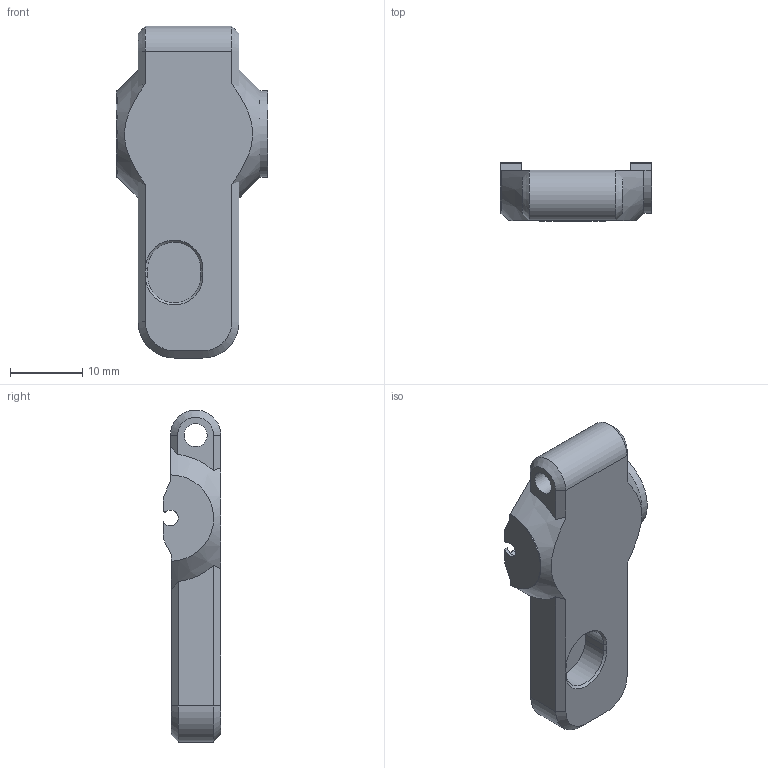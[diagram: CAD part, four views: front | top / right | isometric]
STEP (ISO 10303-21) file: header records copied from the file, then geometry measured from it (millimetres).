
FILE_DESCRIPTION(/* description */ (''),/* implementation_level */ '2;1');
FILE_NAME(/* name */ 'Lever_Mirror-F.stp',/* time_stamp */ '2021-02-07T15:44:06-08:00',/* author */ (''),/* organization */ (''),/* preprocessor_version */ 'ST-DEVELOPER v18.1',/* originating_system */ 'Autodesk Translation Framework v9.7.0.1280',/* authorisation */ '');
FILE_SCHEMA (('AUTOMOTIVE_DESIGN { 1 0 10303 214 3 1 1 }'));
Length unit declared in the file: millimetre
Products named in the file (1): Lever
Bounding box: 21 x 8 x 46.1 mm (x, y, z)
Volume: 3870.6 mm3; surface area: 2589.4 mm2
Topology: 1 solids, 1 shells, 78 faces, 211 edges, 136 vertices
Faces by surface type: plane 40, cylinder 28, cone 10
Full cylindrical faces by diameter (mm): 3.2 x1
Entity records: 2472 total; most frequent: CARTESIAN_POINT 462, ORIENTED_EDGE 422, DIRECTION 421, EDGE_CURVE 211, AXIS2_PLACEMENT_3D 149, VERTEX_POINT 136, LINE 123, VECTOR 123
